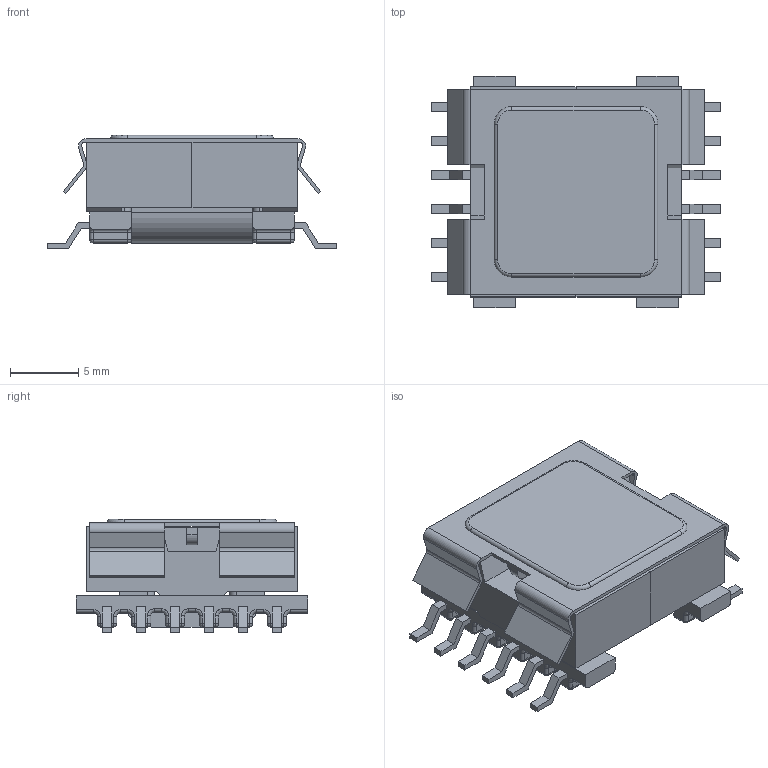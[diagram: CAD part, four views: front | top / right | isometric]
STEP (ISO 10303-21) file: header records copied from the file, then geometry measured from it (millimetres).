
FILE_DESCRIPTION(/* description */ ('Unknown'),/* implementation_level */ '2;1');
FILE_NAME(/* name */ 'T_Wurth_WE-FLYTI-EFD15',/* time_stamp */ '2025-12-25T15:24:58+08:00',/* author */ ('Unknown'),/* organization */ ('Unknown'),/* preprocessor_version */ 'ST-DEVELOPER v19.4',/* originating_system */ 'Solid Edge',/* authorisation */ 'Unknown');
FILE_SCHEMA (('AUTOMOTIVE_DESIGN {1 0 10303 214 3 1 1}'));
Length unit declared in the file: millimetre
Products named in the file (2): T_Wurth_WE-FLYTI-EFD15
Assembly tree (1 placements, depth 2):
  T_Wurth_WE-FLYTI-EFD15
    T_Wurth_WE-FLYTI-EFD15
Bounding box: 21.24 x 16.99 x 8.3 mm (x, y, z)
Volume: 1555.7 mm3; surface area: 3153.5 mm2
Topology: 5 solids, 5 shells, 588 faces, 1501 edges, 886 vertices
Faces by surface type: plane 279, cylinder 201, sphere 48, torus 36, bspline 24
Entity records: 21105 total; most frequent: CARTESIAN_POINT 3885, DIRECTION 2927, ORIENTED_EDGE 2906, EDGE_CURVE 1453, AXIS2_PLACEMENT_3D 984, LINE 959, VECTOR 959, VERTEX_POINT 886
